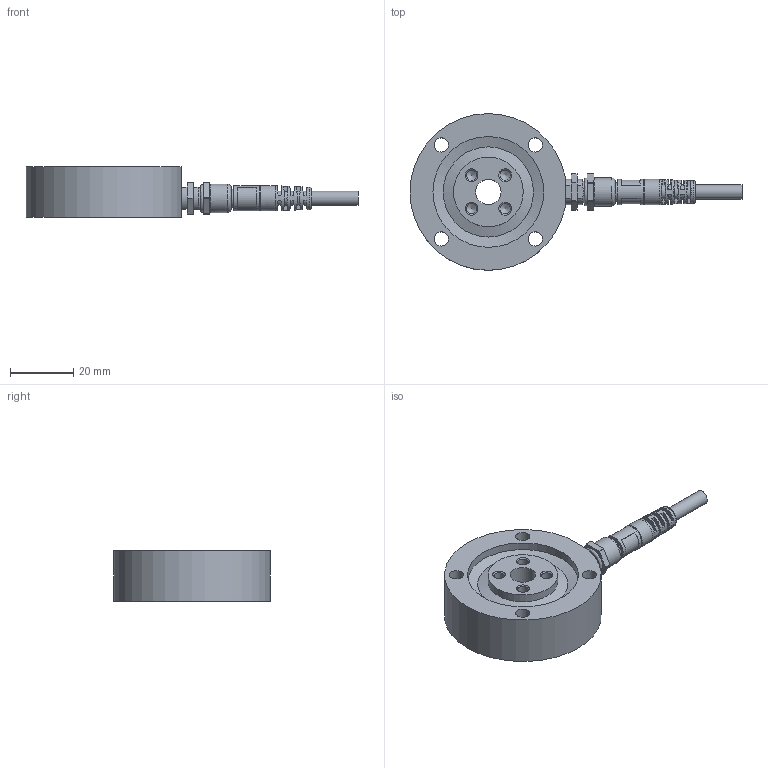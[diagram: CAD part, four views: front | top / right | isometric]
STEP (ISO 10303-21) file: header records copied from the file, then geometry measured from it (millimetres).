
FILE_DESCRIPTION (( 'STEP AP203' ), '1' );
FILE_NAME ('a_RKS01A-1k...7,5k-N3.STEP', '2024-10-29T09:33:54', ( '' ), ( '' ), 'SwSTEP 2.0', 'SolidWorks 2023', '' );
FILE_SCHEMA (( 'CONFIG_CONTROL_DESIGN' ));
Length unit declared in the file: metre
Products named in the file (5): Option N3_für Angebotszg; a_RKS01A-1k...7,5k-N3; X02298Z1 Kabelbuchse, gerade M8x1, 4 polig 800-1204-030-xx.00 (MZKM4); X02297Z1 Gerätestecker M8x1, 4-polig  823-1104-925-1650-00.20
Assembly tree (4 placements, depth 3):
  a_RKS01A-1k...7,5k-N3
    a_RKS01A-1k...7,5k-N3
    Option N3_für Angebotszg
      X02297Z1 Gerätestecker M8x1, 4-polig  823-1104-925-1650-00.20
      X02298Z1 Kabelbuchse, gerade M8x1, 4 polig 800-1204-030-xx.00 (MZKM4)
Bounding box: 104.87 x 49.49 x 16 mm (x, y, z)
Volume: 26930.6 mm3; surface area: 12046.5 mm2
Topology: 7 solids, 18 shells, 404 faces, 995 edges, 640 vertices
Faces by surface type: plane 171, cylinder 119, cone 95, bspline 19
Full cylindrical faces by diameter (mm): 0.7 x4, 1 x8, 1.1 x4, 1.5 x4, 1.6 x4, 3.3 x4, 4.5 x5, 5.55 x3, 5.65 x7, 5.7 x2, 5.8 x2, 6 x1, 6.5 x1, 6.75 x2, 6.8 x1, 6.9 x2, 7 x3, 7.25 x2, 7.5 x1, 8 x5, 9 x1, 20 x1, 22 x2, 35 x2, 36.5 x1
Entity records: 17528 total; most frequent: CARTESIAN_POINT 8756, DIRECTION 1665, ORIENTED_EDGE 1580, EDGE_CURVE 790, AXIS2_PLACEMENT_3D 712, EDGE_LOOP 591, VERTEX_POINT 575, FACE_OUTER_BOUND 485
